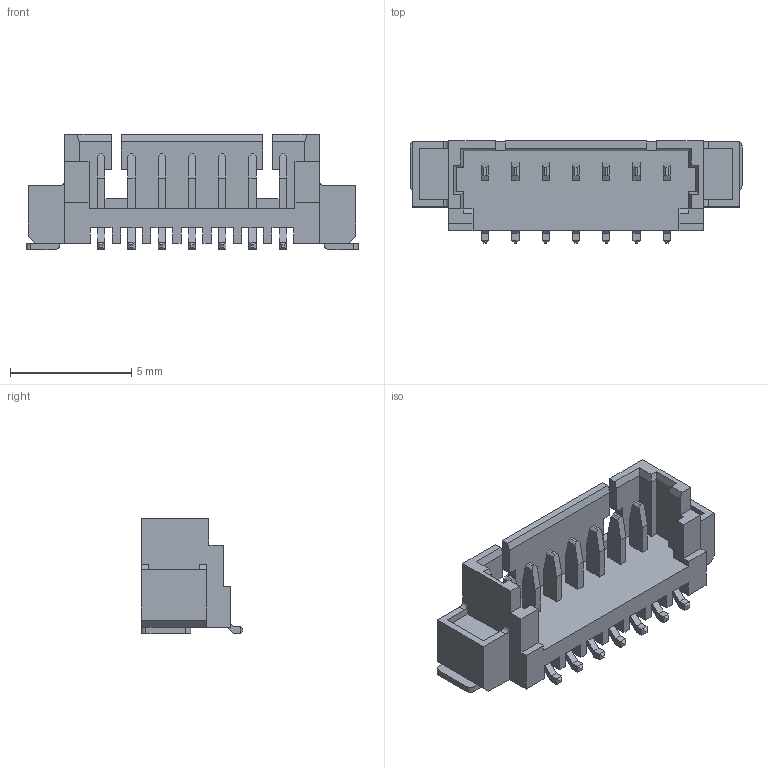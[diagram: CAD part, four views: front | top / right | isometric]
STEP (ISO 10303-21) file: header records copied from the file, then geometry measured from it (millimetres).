
FILE_DESCRIPTION(/* description */ ('Unknown'),/* implementation_level */ '2;1');
FILE_NAME(/* name */ '653107124022',/* time_stamp */ '2019-08-21T15:38:56+02:00',/* author */ ('Unknown'),/* organization */ ('Unknown'),/* preprocessor_version */ 'ST-DEVELOPER v16.7',/* originating_system */ 'DEX',/* authorisation */ $);
FILE_SCHEMA (('AUTOMOTIVE_DESIGN {1 0 10303 214 3 1 1}'));
Length unit declared in the file: millimetre
Products named in the file (4): 6531xx124022; 653107124022; 6531xx124022_PIN; 6531xx124022_PATTE
Assembly tree (10 placements, depth 2):
  6531xx124022
    653107124022
    6531xx124022_PIN  x7
    6531xx124022_PATTE  x2
Bounding box: 13.7 x 4.21 x 4.75 mm (x, y, z)
Volume: 84.3 mm3; surface area: 403.1 mm2
Topology: 10 solids, 10 shells, 380 faces, 1030 edges, 670 vertices
Faces by surface type: plane 364, cylinder 16
Entity records: 7296 total; most frequent: CARTESIAN_POINT 1285, ORIENTED_EDGE 1268, DIRECTION 1128, EDGE_CURVE 634, LINE 614, VECTOR 614, VERTEX_POINT 414, AXIS2_PLACEMENT_3D 257
